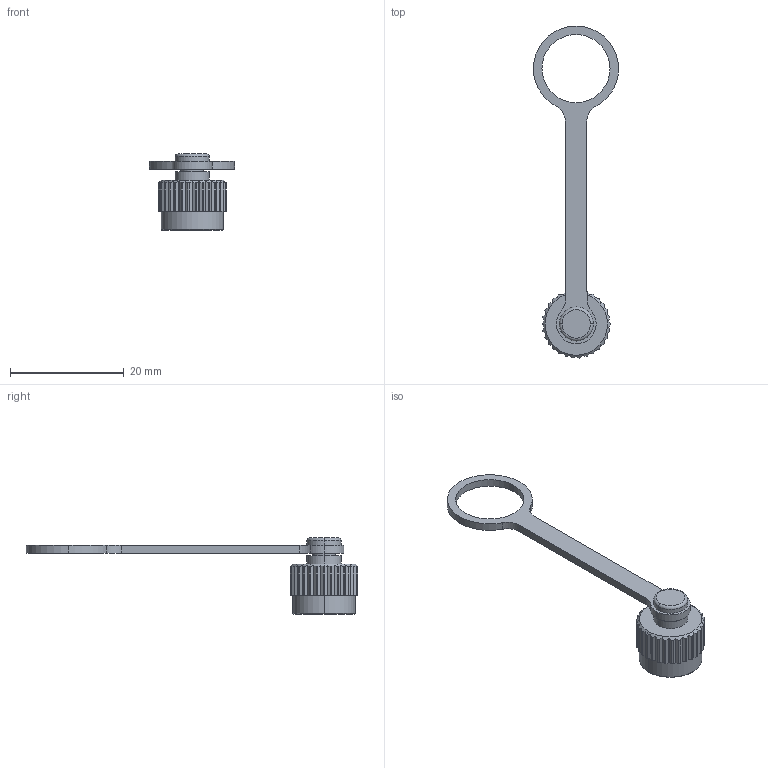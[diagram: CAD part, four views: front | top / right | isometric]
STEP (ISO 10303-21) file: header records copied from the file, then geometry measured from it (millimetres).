
FILE_DESCRIPTION (( 'STEP AP203' ), '1' );
FILE_NAME ('M9 鼠芛滅鳥裔.STEP', '2020-06-02T12:39:08', ( 'edpusr' ), ( 'Microsoft' ), 'SwSTEP 2.0', 'SolidWorks 2015', '' );
FILE_SCHEMA (( 'CONFIG_CONTROL_DESIGN' ));
Length unit declared in the file: millimetre
Products named in the file (1): M9 鼠芛滅鳥裔
Bounding box: 15 x 58.48 x 13.4 mm (x, y, z)
Volume: 914.4 mm3; surface area: 1531.2 mm2
Topology: 1 solids, 1 shells, 183 faces, 500 edges, 331 vertices
Faces by surface type: cylinder 99, plane 76, cone 6, torus 2
Entity records: 6368 total; most frequent: CARTESIAN_POINT 1657, ORIENTED_EDGE 1000, DIRECTION 949, EDGE_CURVE 500, AXIS2_PLACEMENT_3D 359, VERTEX_POINT 331, VECTOR 231, LINE 231
